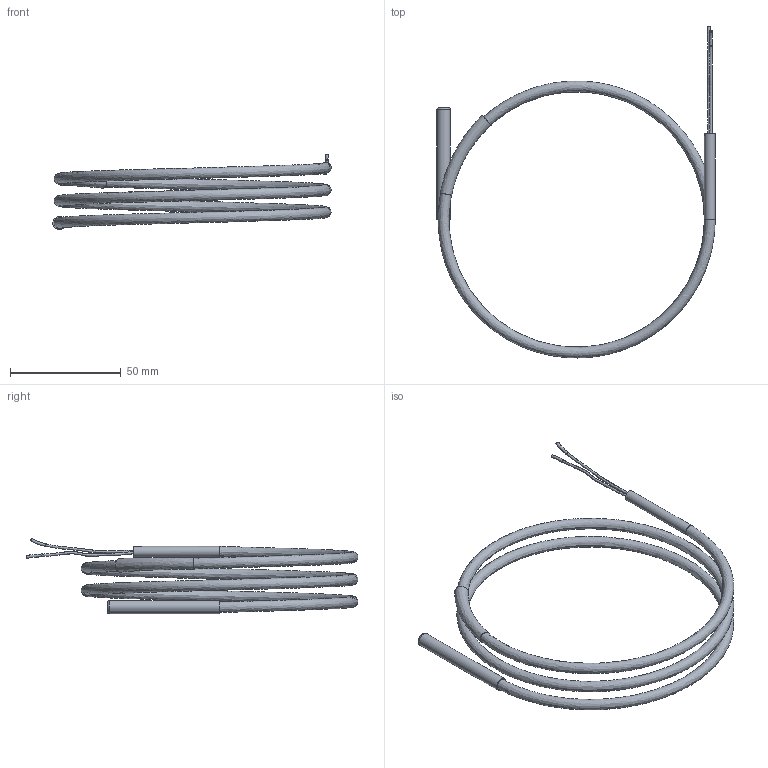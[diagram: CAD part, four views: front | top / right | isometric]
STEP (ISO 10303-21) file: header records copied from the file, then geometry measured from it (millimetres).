
FILE_DESCRIPTION(/* description */ (''),/* implementation_level */ '2;1');
FILE_NAME(/* name */ '01CT_1xH.stp',/* time_stamp */ '2017-10-05T15:51:55+02:00',/* author */ (''),/* organization */ (''),/* preprocessor_version */ 'ST-DEVELOPER v11',/* originating_system */ 'SIEMENS UGS NX 6.0',/* authorisation */ '');
FILE_SCHEMA (('AUTOMOTIVE_DESIGN { 1 0 10303 214 1 1 1 1 }'));
Length unit declared in the file: millimetre
Products named in the file (1): areg6DCBcnex
Bounding box: 125.4 x 149.59 x 34.1 mm (x, y, z)
Volume: 19520.8 mm3; surface area: 16249.9 mm2
Topology: 1 solids, 1 shells, 19 faces, 34 edges, 22 vertices
Faces by surface type: plane 9, bspline 7, cylinder 2, torus 1
Full cylindrical faces by diameter (mm): 4.8 x1, 6 x1
Entity records: 1628 total; most frequent: CARTESIAN_POINT 1263, ORIENTED_EDGE 56, DIRECTION 36, EDGE_LOOP 28, EDGE_CURVE 28, B_SPLINE_CURVE_WITH_KNOTS 24, VERTEX_POINT 20, ADVANCED_FACE 19
